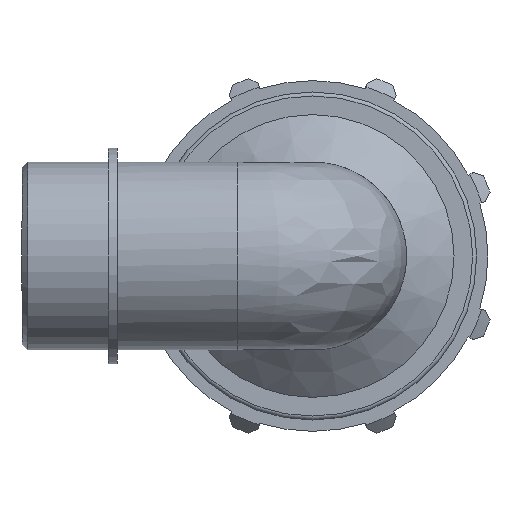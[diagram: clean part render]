
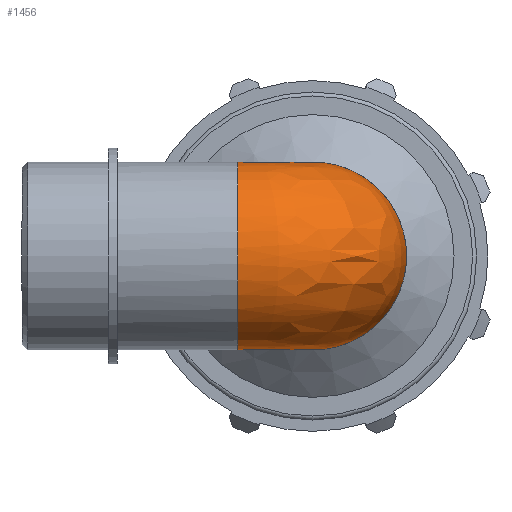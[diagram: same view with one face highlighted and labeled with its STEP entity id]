
A CAD part, left-side view. The second image highlights one B-rep face of the part: STEP entity #1456.
In plain terms, the highlighted free-form (B-spline) face has degree [2, 2] with [9, 3] control points.
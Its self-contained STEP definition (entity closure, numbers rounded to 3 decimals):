
#293=(
BOUNDED_SURFACE()
B_SPLINE_SURFACE(2,2,((#2148,#2149,#2150),(#2151,#2152,#2153),(#2154,#2155,
#2156),(#2157,#2158,#2159),(#2160,#2161,#2162),(#2163,#2164,#2165),(#2166,
#2167,#2168),(#2169,#2170,#2171),(#2172,#2173,#2174)),.UNSPECIFIED.,.F.,
 .F.,.F.)
B_SPLINE_SURFACE_WITH_KNOTS((3,2,2,2,3),(3,3),(-2.498,-1.249,
0.,1.249,2.498),(-3.142,-1.571),
 .UNSPECIFIED.)
GEOMETRIC_REPRESENTATION_ITEM()
RATIONAL_B_SPLINE_SURFACE(((1.,0.707,1.),(0.811,
0.574,0.811),(1.,0.707,1.),(0.811,
0.574,0.811),(1.,0.707,1.),(0.811,
0.574,0.811),(1.,0.707,1.),(0.811,
0.574,0.811),(1.,0.707,1.)))
REPRESENTATION_ITEM('')
SURFACE()
);
#330=FACE_OUTER_BOUND('',#418,.T.);
#418=EDGE_LOOP('',(#951,#952));
#530=CIRCLE('',#1544,23.902);
#533=CIRCLE('',#1550,23.902);
#600=VERTEX_POINT('',#2112);
#601=VERTEX_POINT('',#2114);
#742=EDGE_CURVE('',#600,#601,#530,.T.);
#747=EDGE_CURVE('',#600,#601,#533,.T.);
#951=ORIENTED_EDGE('',*,*,#747,.T.);
#952=ORIENTED_EDGE('',*,*,#742,.F.);
#1456=ADVANCED_FACE('',(#330),#293,.F.);
#1544=AXIS2_PLACEMENT_3D('',#2115,#1705,#1706);
#1550=AXIS2_PLACEMENT_3D('',#2145,#1717,#1718);
#1705=DIRECTION('center_axis',(1.,0.,0.));
#1706=DIRECTION('ref_axis',(0.,-1.,0.));
#1717=DIRECTION('center_axis',(0.,-1.,0.));
#1718=DIRECTION('ref_axis',(-1.,0.,0.));
#2112=CARTESIAN_POINT('',(19.121,19.121,14.341));
#2114=CARTESIAN_POINT('',(19.121,19.121,-14.341));
#2115=CARTESIAN_POINT('Origin',(19.121,0.,0.));
#2145=CARTESIAN_POINT('Origin',(0.,19.121,0.));
#2148=CARTESIAN_POINT('Ctrl Pts',(19.121,19.121,-14.341));
#2149=CARTESIAN_POINT('Ctrl Pts',(19.121,19.121,-14.341));
#2150=CARTESIAN_POINT('Ctrl Pts',(19.121,19.121,-14.341));
#2151=CARTESIAN_POINT('Ctrl Pts',(8.785,19.121,-28.123));
#2152=CARTESIAN_POINT('Ctrl Pts',(8.785,8.785,-28.123));
#2153=CARTESIAN_POINT('Ctrl Pts',(19.121,8.785,-28.123));
#2154=CARTESIAN_POINT('Ctrl Pts',(-7.558,19.121,-22.675));
#2155=CARTESIAN_POINT('Ctrl Pts',(-7.558,-7.558,-22.675));
#2156=CARTESIAN_POINT('Ctrl Pts',(19.121,-7.558,-22.675));
#2157=CARTESIAN_POINT('Ctrl Pts',(-23.902,19.121,-17.227));
#2158=CARTESIAN_POINT('Ctrl Pts',(-23.902,-23.902,-17.227));
#2159=CARTESIAN_POINT('Ctrl Pts',(19.121,-23.902,-17.227));
#2160=CARTESIAN_POINT('Ctrl Pts',(-23.902,19.121,0.));
#2161=CARTESIAN_POINT('Ctrl Pts',(-23.902,-23.902,0.));
#2162=CARTESIAN_POINT('Ctrl Pts',(19.121,-23.902,0.));
#2163=CARTESIAN_POINT('Ctrl Pts',(-23.902,19.121,17.227));
#2164=CARTESIAN_POINT('Ctrl Pts',(-23.902,-23.902,17.227));
#2165=CARTESIAN_POINT('Ctrl Pts',(19.121,-23.902,17.227));
#2166=CARTESIAN_POINT('Ctrl Pts',(-7.558,19.121,22.675));
#2167=CARTESIAN_POINT('Ctrl Pts',(-7.558,-7.558,22.675));
#2168=CARTESIAN_POINT('Ctrl Pts',(19.121,-7.558,22.675));
#2169=CARTESIAN_POINT('Ctrl Pts',(8.785,19.121,28.123));
#2170=CARTESIAN_POINT('Ctrl Pts',(8.785,8.785,28.123));
#2171=CARTESIAN_POINT('Ctrl Pts',(19.121,8.785,28.123));
#2172=CARTESIAN_POINT('Ctrl Pts',(19.121,19.121,14.341));
#2173=CARTESIAN_POINT('Ctrl Pts',(19.121,19.121,14.341));
#2174=CARTESIAN_POINT('Ctrl Pts',(19.121,19.121,14.341));
